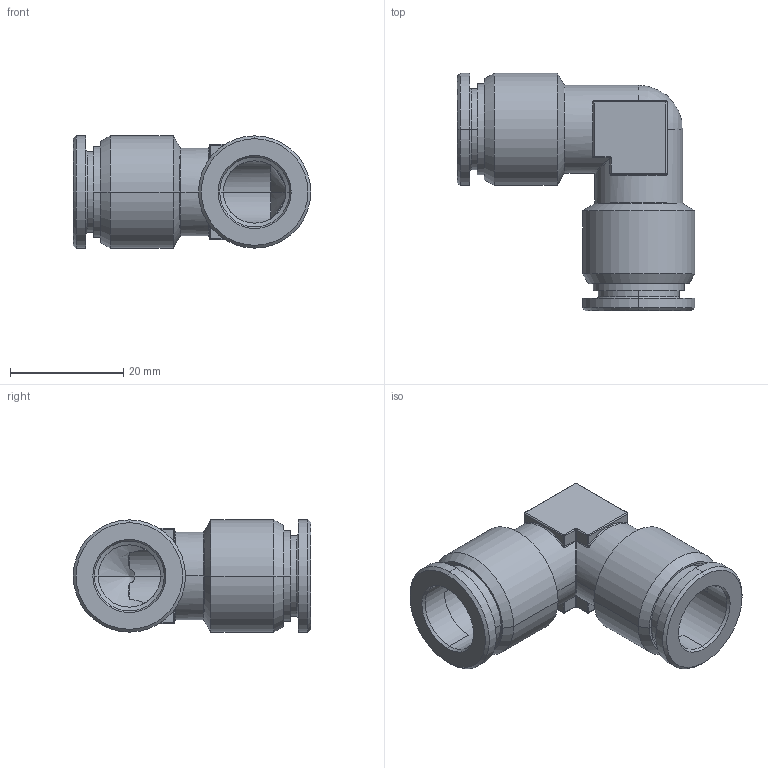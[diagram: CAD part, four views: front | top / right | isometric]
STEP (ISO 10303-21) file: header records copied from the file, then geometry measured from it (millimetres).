
FILE_DESCRIPTION((''),'2;1');
FILE_NAME('mxm.28.12.12',(''),('sopra-pneumatic'),'PRO/ENGINEER BY PARAMETRIC TECHNOLOGY CORPORATION, 2015110','PRO/ENGINEER BY PARAMETRIC TECHNOLOGY CORPORATION, 2015110','');
FILE_SCHEMA(('CONFIG_CONTROL_DESIGN'));
Length unit declared in the file: millimetre
Products named in the file (1): 383142B_955X4-12FF
Bounding box: 41.9 x 41.9 x 19.8 mm (x, y, z)
Volume: 8766.9 mm3; surface area: 7442.5 mm2
Topology: 1 solids, 1 shells, 169 faces, 370 edges, 210 vertices
Faces by surface type: cylinder 64, cone 32, plane 26, torus 22, sphere 13, bspline 12
Entity records: 5590 total; most frequent: CARTESIAN_POINT 1838, DIRECTION 850, ORIENTED_EDGE 734, EDGE_CURVE 367, AXIS2_PLACEMENT_3D 360, VERTEX_POINT 210, CIRCLE 203, EDGE_LOOP 181
